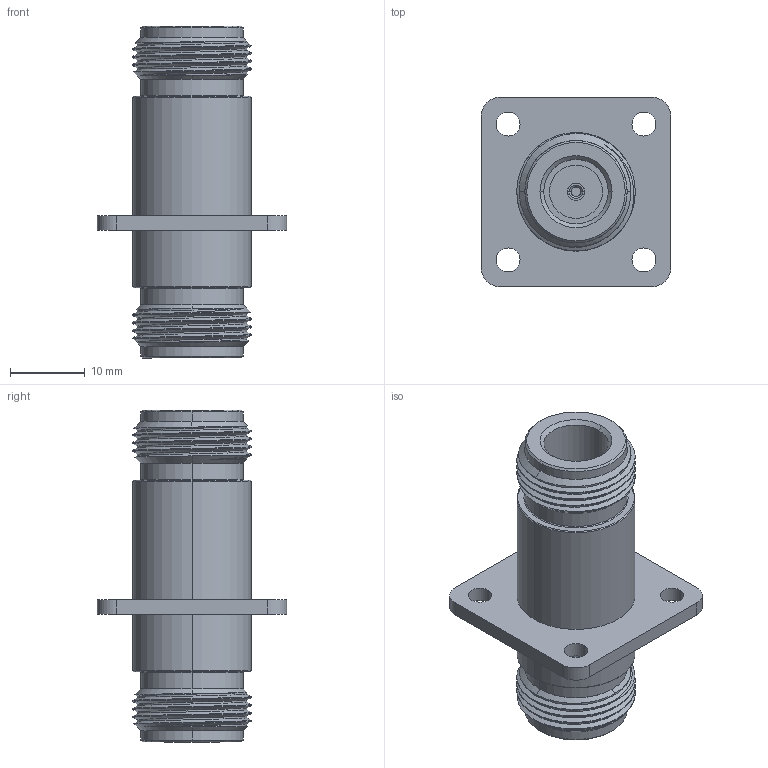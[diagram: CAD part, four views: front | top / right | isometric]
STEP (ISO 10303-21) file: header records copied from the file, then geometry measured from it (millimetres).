
FILE_DESCRIPTION (( 'STEP AP203' ), '1' );
FILE_NAME ('PE9173.step', '2019-01-03T21:45:34', ( '' ), ( '' ), 'SwSTEP 2.0', 'SolidWorks 2017', '' );
FILE_SCHEMA (( 'CONFIG_CONTROL_DESIGN' ));
Length unit declared in the file: inch
Products named in the file (1): PE9173
Bounding box: 25.4 x 25.4 x 44.5 mm (x, y, z)
Volume: 7793.6 mm3; surface area: 4544.4 mm2
Topology: 1 solids, 1 shells, 164 faces, 418 edges, 270 vertices
Faces by surface type: cylinder 76, plane 44, cone 34, bspline 10
Entity records: 7761 total; most frequent: CARTESIAN_POINT 3965, ORIENTED_EDGE 836, DIRECTION 722, EDGE_CURVE 418, AXIS2_PLACEMENT_3D 293, VERTEX_POINT 270, EDGE_LOOP 186, FACE_OUTER_BOUND 164
